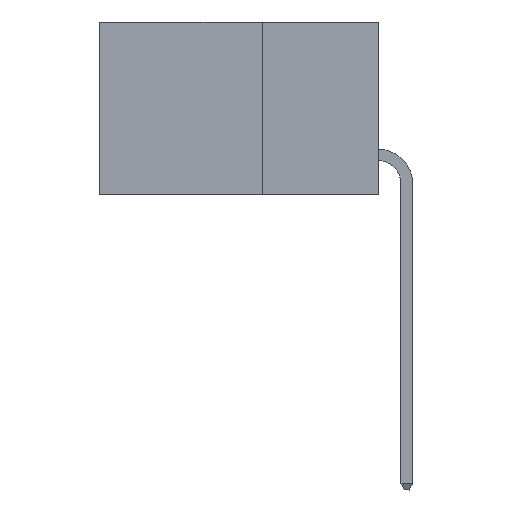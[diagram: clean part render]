
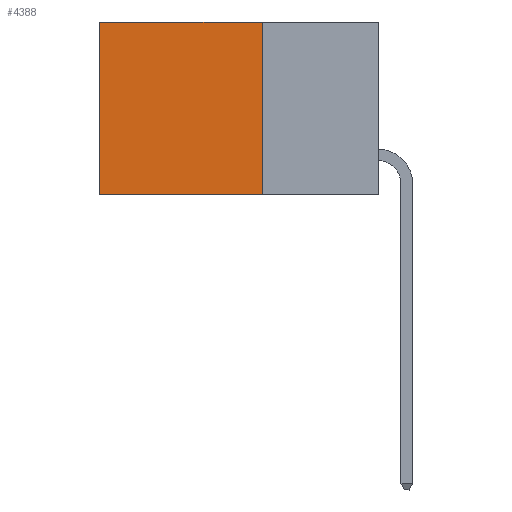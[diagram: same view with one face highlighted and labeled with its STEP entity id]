
A CAD part, left-side view. The second image highlights one B-rep face of the part: STEP entity #4388.
In plain terms, the highlighted planar face has unit normal (-1, 0, 0).
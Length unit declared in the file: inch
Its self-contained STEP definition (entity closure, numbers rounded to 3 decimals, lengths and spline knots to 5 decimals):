
#361 = CARTESIAN_POINT ( 'NONE',  ( 0.298, 0.25, 0. ) ) ;
#1356 = EDGE_CURVE ( 'NONE', #24090, #17910, #19230, .T. ) ;
#2351 = ORIENTED_EDGE ( 'NONE', *, *, #22137, .T. ) ;
#3627 = CARTESIAN_POINT ( 'NONE',  ( 0.298, 0.25, -0.37 ) ) ;
#3936 = DIRECTION ( 'NONE',  ( 1., 0., 0. ) ) ;
#4388 = ADVANCED_FACE ( 'NONE', ( #4446 ), #12300, .F. ) ;
#4446 = FACE_OUTER_BOUND ( 'NONE', #21289, .T. ) ;
#4499 = LINE ( 'NONE', #3627, #25022 ) ;
#6335 = CARTESIAN_POINT ( 'NONE',  ( 0.298, 0.25, -0.37 ) ) ;
#7146 = VERTEX_POINT ( 'NONE', #22338 ) ;
#7604 = DIRECTION ( 'NONE',  ( 0., 0., -1. ) ) ;
#7818 = DIRECTION ( 'NONE',  ( 0., 1., 0. ) ) ;
#8110 = DIRECTION ( 'NONE',  ( 0., 0., -1. ) ) ;
#8841 = VERTEX_POINT ( 'NONE', #21831 ) ;
#9803 = EDGE_CURVE ( 'NONE', #17910, #7146, #4499, .T. ) ;
#12300 = PLANE ( 'NONE',  #12767 ) ;
#12767 = AXIS2_PLACEMENT_3D ( 'NONE', #14348, #3936, #8110 ) ;
#14348 = CARTESIAN_POINT ( 'NONE',  ( 0.298, 0.25, 0. ) ) ;
#16670 = VECTOR ( 'NONE', #24876, 39.37008 ) ;
#17135 = VECTOR ( 'NONE', #25484, 39.37008 ) ;
#17910 = VERTEX_POINT ( 'NONE', #6335 ) ;
#18822 = ORIENTED_EDGE ( 'NONE', *, *, #1356, .F. ) ;
#19230 = LINE ( 'NONE', #361, #16670 ) ;
#19829 = CARTESIAN_POINT ( 'NONE',  ( 0.298, 0.6, 0. ) ) ;
#19900 = ORIENTED_EDGE ( 'NONE', *, *, #9803, .F. ) ;
#20827 = VECTOR ( 'NONE', #7604, 39.37008 ) ;
#21134 = LINE ( 'NONE', #19829, #20827 ) ;
#21289 = EDGE_LOOP ( 'NONE', ( #22429, #19900, #18822, #2351 ) ) ;
#21495 = CARTESIAN_POINT ( 'NONE',  ( 0.298, 0.25, 0. ) ) ;
#21831 = CARTESIAN_POINT ( 'NONE',  ( 0.298, 0.6, 0. ) ) ;
#22137 = EDGE_CURVE ( 'NONE', #24090, #8841, #23533, .T. ) ;
#22338 = CARTESIAN_POINT ( 'NONE',  ( 0.298, 0.6, -0.37 ) ) ;
#22429 = ORIENTED_EDGE ( 'NONE', *, *, #24544, .T. ) ;
#23533 = LINE ( 'NONE', #21495, #17135 ) ;
#24090 = VERTEX_POINT ( 'NONE', #24596 ) ;
#24544 = EDGE_CURVE ( 'NONE', #8841, #7146, #21134, .T. ) ;
#24596 = CARTESIAN_POINT ( 'NONE',  ( 0.298, 0.25, 0. ) ) ;
#24876 = DIRECTION ( 'NONE',  ( 0., 0., -1. ) ) ;
#25022 = VECTOR ( 'NONE', #7818, 39.37008 ) ;
#25484 = DIRECTION ( 'NONE',  ( 0., 1., 0. ) ) ;
